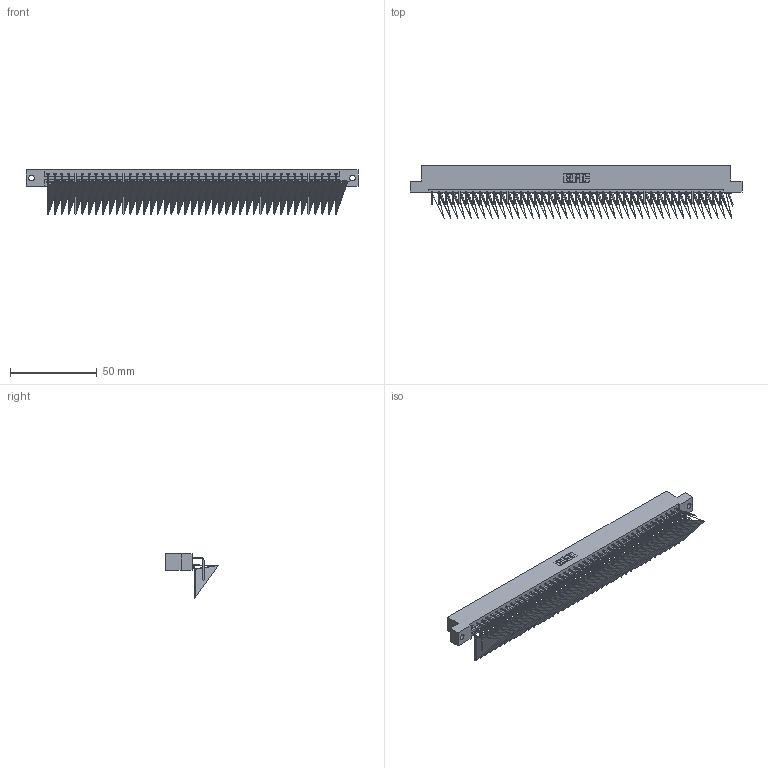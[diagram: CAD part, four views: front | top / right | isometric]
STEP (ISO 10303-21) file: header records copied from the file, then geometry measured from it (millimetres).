
FILE_DESCRIPTION (( 'STEP AP203' ), '1' );
FILE_NAME ('833-086-558-202.STEP', '2020-06-06T04:07:04', ( '' ), ( '' ), 'SwSTEP 2.0', 'SolidWorks 2020', '' );
FILE_SCHEMA (( 'CONFIG_CONTROL_DESIGN' ));
Length unit declared in the file: inch
Products named in the file (4): 345-292-001_558 559 Tail - 1; 345-292-001_558 Tail - 2; 833-086-558-202; 833 Part_Flush - .128 Dia
Assembly tree (87 placements, depth 2):
  833-086-558-202
    833 Part_Flush - .128 Dia
    345-292-001_558 559 Tail - 1  x43
    345-292-001_558 Tail - 2  x43
Bounding box: 191.92 x 30.45 x 25.53 mm (x, y, z)
Volume: 21010.9 mm3; surface area: 24790 mm2
Topology: 87 solids, 87 shells, 4758 faces, 14157 edges, 9537 vertices
Faces by surface type: plane 3338, cylinder 1420
Entity records: 29321 total; most frequent: CARTESIAN_POINT 4909, ORIENTED_EDGE 4794, DIRECTION 4173, EDGE_CURVE 2397, VECTOR 2229, LINE 2229, VERTEX_POINT 1594, AXIS2_PLACEMENT_3D 972
